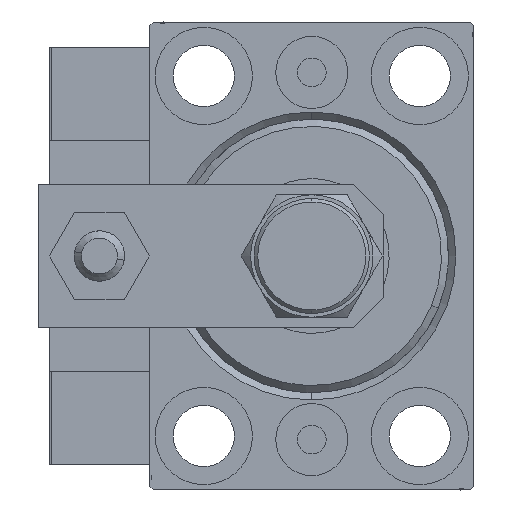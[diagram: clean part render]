
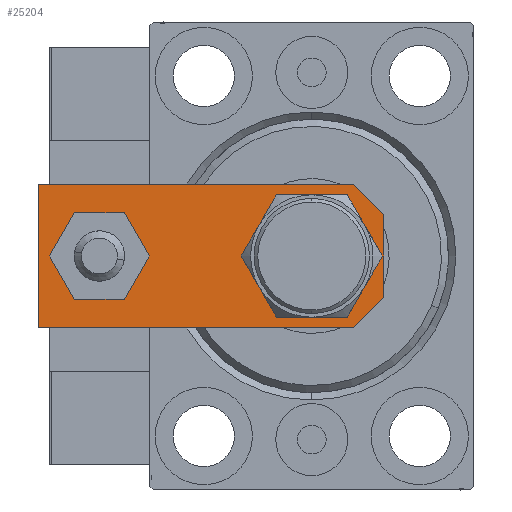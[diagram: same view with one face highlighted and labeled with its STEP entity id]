
A CAD part, left-side view. The second image highlights one B-rep face of the part: STEP entity #25204.
In plain terms, the highlighted face is planar.
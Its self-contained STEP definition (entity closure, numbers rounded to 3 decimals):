
#142 = EDGE_CURVE ( 'NONE', #50152, #49995, #10724, .T. ) ;
#263 = DIRECTION ( 'NONE',  ( 0., 0., 1. ) ) ;
#286 = AXIS2_PLACEMENT_3D ( 'NONE', #20144, #263, #16226 ) ;
#1334 = LINE ( 'NONE', #40560, #34789 ) ;
#2240 = LINE ( 'NONE', #37536, #50612 ) ;
#2651 = CARTESIAN_POINT ( 'NONE',  ( -4., 39.5, 6. ) ) ;
#2688 = VERTEX_POINT ( 'NONE', #15473 ) ;
#3298 = VERTEX_POINT ( 'NONE', #46967 ) ;
#3763 = AXIS2_PLACEMENT_3D ( 'NONE', #38397, #18029, #34750 ) ;
#4583 = CARTESIAN_POINT ( 'NONE',  ( 5.76, 0., 6. ) ) ;
#4908 = VECTOR ( 'NONE', #32884, 1000. ) ;
#5009 = DIRECTION ( 'NONE',  ( 0., 1., 0. ) ) ;
#5162 = CARTESIAN_POINT ( 'NONE',  ( 10., 48., 6. ) ) ;
#5747 = CARTESIAN_POINT ( 'NONE',  ( -7.25, 10., 6. ) ) ;
#5783 = CARTESIAN_POINT ( 'NONE',  ( -2.88, -2.88, 6. ) ) ;
#10484 = DIRECTION ( 'NONE',  ( 0.707, -0.707, 0. ) ) ;
#10651 = EDGE_CURVE ( 'NONE', #51137, #49037, #26171, .T. ) ;
#10724 = LINE ( 'NONE', #35031, #10940 ) ;
#10940 = VECTOR ( 'NONE', #50997, 1000. ) ;
#11954 = VECTOR ( 'NONE', #10484, 1000. ) ;
#11997 = FACE_OUTER_BOUND ( 'NONE', #23323, .T. ) ;
#12016 = VERTEX_POINT ( 'NONE', #15927 ) ;
#13489 = CARTESIAN_POINT ( 'NONE',  ( 0., 39.5, 6. ) ) ;
#14291 = EDGE_CURVE ( 'NONE', #24270, #26818, #29643, .T. ) ;
#14501 = ORIENTED_EDGE ( 'NONE', *, *, #10651, .F. ) ;
#14607 = AXIS2_PLACEMENT_3D ( 'NONE', #13489, #24740, #40681 ) ;
#14910 = EDGE_CURVE ( 'NONE', #3298, #12016, #1334, .T. ) ;
#15074 = LINE ( 'NONE', #51159, #28559 ) ;
#15473 = CARTESIAN_POINT ( 'NONE',  ( -5.76, 0., 6. ) ) ;
#15927 = CARTESIAN_POINT ( 'NONE',  ( 10., 48., 6. ) ) ;
#16226 = DIRECTION ( 'NONE',  ( 1., 0., 0. ) ) ;
#16322 = ORIENTED_EDGE ( 'NONE', *, *, #39198, .T. ) ;
#16507 = EDGE_CURVE ( 'NONE', #21899, #3298, #15074, .T. ) ;
#17288 = DIRECTION ( 'NONE',  ( 0., 0., 1. ) ) ;
#18029 = DIRECTION ( 'NONE',  ( 0., 0., 1. ) ) ;
#18936 = CARTESIAN_POINT ( 'NONE',  ( 4., 39.5, 6. ) ) ;
#20144 = CARTESIAN_POINT ( 'NONE',  ( 0., 10., 6. ) ) ;
#21147 = CIRCLE ( 'NONE', #286, 7.25 ) ;
#21154 = EDGE_LOOP ( 'NONE', ( #34137, #24139 ) ) ;
#21493 = CARTESIAN_POINT ( 'NONE',  ( -10., 4.24, 6. ) ) ;
#21899 = VERTEX_POINT ( 'NONE', #4583 ) ;
#23199 = ORIENTED_EDGE ( 'NONE', *, *, #48196, .T. ) ;
#23323 = EDGE_LOOP ( 'NONE', ( #51173, #30721, #23199, #37022, #33965, #16322 ) ) ;
#23812 = EDGE_CURVE ( 'NONE', #49995, #2688, #45766, .T. ) ;
#24139 = ORIENTED_EDGE ( 'NONE', *, *, #14291, .F. ) ;
#24270 = VERTEX_POINT ( 'NONE', #18936 ) ;
#24418 = EDGE_LOOP ( 'NONE', ( #14501, #35575 ) ) ;
#24740 = DIRECTION ( 'NONE',  ( 0., 0., 1. ) ) ;
#24781 = EDGE_CURVE ( 'NONE', #49037, #51137, #21147, .T. ) ;
#25204 = ADVANCED_FACE ( 'NONE', ( #36543, #11997, #51741 ), #44121, .T. ) ;
#25890 = DIRECTION ( 'NONE',  ( 1., 0., 0. ) ) ;
#26171 = CIRCLE ( 'NONE', #34535, 7.25 ) ;
#26818 = VERTEX_POINT ( 'NONE', #2651 ) ;
#27206 = EDGE_CURVE ( 'NONE', #26818, #24270, #30452, .T. ) ;
#27943 = DIRECTION ( 'NONE',  ( 1., 0., 0. ) ) ;
#28559 = VECTOR ( 'NONE', #43551, 1000. ) ;
#28709 = CARTESIAN_POINT ( 'NONE',  ( 0., 0., 6. ) ) ;
#29643 = CIRCLE ( 'NONE', #14607, 4. ) ;
#30452 = CIRCLE ( 'NONE', #3763, 4. ) ;
#30721 = ORIENTED_EDGE ( 'NONE', *, *, #23812, .T. ) ;
#32884 = DIRECTION ( 'NONE',  ( -1., 0., 0. ) ) ;
#33965 = ORIENTED_EDGE ( 'NONE', *, *, #14910, .T. ) ;
#34137 = ORIENTED_EDGE ( 'NONE', *, *, #27206, .F. ) ;
#34535 = AXIS2_PLACEMENT_3D ( 'NONE', #41060, #17288, #25890 ) ;
#34750 = DIRECTION ( 'NONE',  ( 1., 0., 0. ) ) ;
#34789 = VECTOR ( 'NONE', #5009, 1000. ) ;
#35031 = CARTESIAN_POINT ( 'NONE',  ( -10., 48., 6. ) ) ;
#35575 = ORIENTED_EDGE ( 'NONE', *, *, #24781, .F. ) ;
#36543 = FACE_BOUND ( 'NONE', #21154, .T. ) ;
#37022 = ORIENTED_EDGE ( 'NONE', *, *, #16507, .T. ) ;
#37536 = CARTESIAN_POINT ( 'NONE',  ( -10., 0., 6. ) ) ;
#38080 = CARTESIAN_POINT ( 'NONE',  ( -10., 48., 6. ) ) ;
#38397 = CARTESIAN_POINT ( 'NONE',  ( 0., 39.5, 6. ) ) ;
#39198 = EDGE_CURVE ( 'NONE', #12016, #50152, #49077, .T. ) ;
#40560 = CARTESIAN_POINT ( 'NONE',  ( 10., 0., 6. ) ) ;
#40681 = DIRECTION ( 'NONE',  ( 1., 0., 0. ) ) ;
#41060 = CARTESIAN_POINT ( 'NONE',  ( 0., 10., 6. ) ) ;
#43551 = DIRECTION ( 'NONE',  ( 0.707, 0.707, 0. ) ) ;
#43731 = AXIS2_PLACEMENT_3D ( 'NONE', #28709, #47800, #27943 ) ;
#44121 = PLANE ( 'NONE',  #43731 ) ;
#45766 = LINE ( 'NONE', #5783, #11954 ) ;
#46967 = CARTESIAN_POINT ( 'NONE',  ( 10., 4.24, 6. ) ) ;
#47795 = CARTESIAN_POINT ( 'NONE',  ( 7.25, 10., 6. ) ) ;
#47800 = DIRECTION ( 'NONE',  ( 0., 0., 1. ) ) ;
#48196 = EDGE_CURVE ( 'NONE', #2688, #21899, #2240, .T. ) ;
#49037 = VERTEX_POINT ( 'NONE', #47795 ) ;
#49077 = LINE ( 'NONE', #5162, #4908 ) ;
#49995 = VERTEX_POINT ( 'NONE', #21493 ) ;
#50088 = DIRECTION ( 'NONE',  ( 1., 0., 0. ) ) ;
#50152 = VERTEX_POINT ( 'NONE', #38080 ) ;
#50612 = VECTOR ( 'NONE', #50088, 1000. ) ;
#50997 = DIRECTION ( 'NONE',  ( 0., -1., 0. ) ) ;
#51137 = VERTEX_POINT ( 'NONE', #5747 ) ;
#51159 = CARTESIAN_POINT ( 'NONE',  ( 2.88, -2.88, 6. ) ) ;
#51173 = ORIENTED_EDGE ( 'NONE', *, *, #142, .T. ) ;
#51741 = FACE_BOUND ( 'NONE', #24418, .T. ) ;
